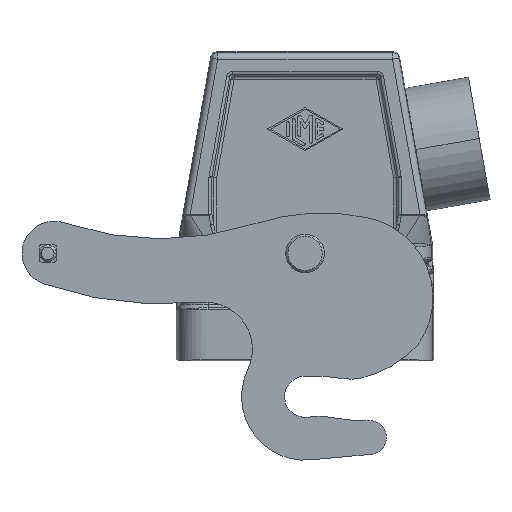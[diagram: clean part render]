
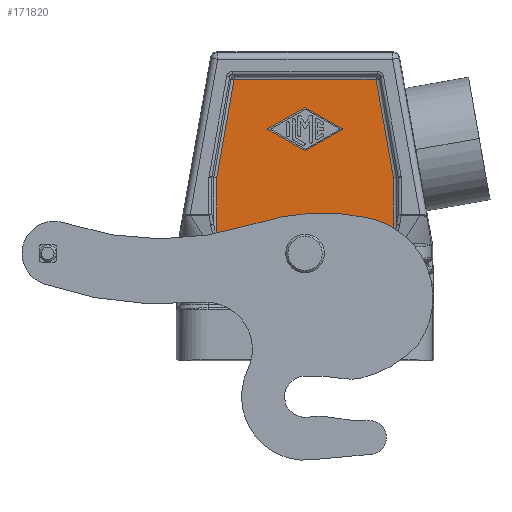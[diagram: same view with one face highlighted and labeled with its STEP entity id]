
A CAD part, left-side view. The second image highlights one B-rep face of the part: STEP entity #171820.
In plain terms, the highlighted planar face has unit normal (-1, 0, 0).
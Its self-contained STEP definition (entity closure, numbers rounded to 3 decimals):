
#28210=CARTESIAN_POINT('',(27.874,29.724,
28.542));
#28220=VERTEX_POINT('',#28210);
#28380=CARTESIAN_POINT('',(27.874,70.896,
28.542));
#28390=VERTEX_POINT('',#28380);
#28420=CARTESIAN_POINT('',(27.874,0.,28.542));
#28430=DIRECTION('',(0.,1.,0.));
#28440=VECTOR('',#28430,1.);
#28450=LINE('',#28420,#28440);
#28460=EDGE_CURVE('',#28220,#28390,#28450,.T.);
#35480=CARTESIAN_POINT('',(27.874,58.892,
54.145));
#35490=VERTEX_POINT('',#35480);
#35670=CARTESIAN_POINT('',(27.874,58.892,
53.855));
#35680=VERTEX_POINT('',#35670);
#35710=CARTESIAN_POINT('',(27.874,58.809,54.));
#35720=DIRECTION('',(-1.,0.,0.));
#35730=DIRECTION('',(0.,-1.,0.));
#35740=AXIS2_PLACEMENT_3D('',#35710,#35720,#35730);
#35750=CIRCLE('',#35740,0.167);
#35760=EDGE_CURVE('',#35490,#35680,#35750,.T.);
#49810=CARTESIAN_POINT('',(27.874,41.728,
53.855));
#49820=VERTEX_POINT('',#49810);
#50000=CARTESIAN_POINT('',(27.874,41.728,
54.145));
#50010=VERTEX_POINT('',#50000);
#50040=CARTESIAN_POINT('',(27.874,41.811,54.));
#50050=DIRECTION('',(-1.,0.,0.));
#50060=DIRECTION('',(0.,-1.,0.));
#50070=AXIS2_PLACEMENT_3D('',#50040,#50050,#50060);
#50080=CIRCLE('',#50070,0.167);
#50090=EDGE_CURVE('',#49820,#50010,#50080,.T.);
#56320=CARTESIAN_POINT('',(27.874,50.145,
49.044));
#56330=VERTEX_POINT('',#56320);
#56380=CARTESIAN_POINT('',(27.874,0.,77.707));
#56390=DIRECTION('',(0.,0.868,-0.496));
#56400=VECTOR('',#56390,1.);
#56410=LINE('',#56380,#56400);
#56420=EDGE_CURVE('',#49820,#56330,#56410,.T.);
#57100=CARTESIAN_POINT('',(27.874,50.475,
58.956));
#57110=VERTEX_POINT('',#57100);
#57160=CARTESIAN_POINT('',(27.874,0.,87.807));
#57170=DIRECTION('',(0.,-0.868,0.496));
#57180=VECTOR('',#57170,1.);
#57190=LINE('',#57160,#57180);
#57200=EDGE_CURVE('',#35490,#57110,#57190,.T.);
#58370=CARTESIAN_POINT('',(27.874,50.145,
58.956));
#58380=VERTEX_POINT('',#58370);
#58430=CARTESIAN_POINT('',(27.874,50.31,58.666));
#58440=DIRECTION('',(-1.,0.,0.));
#58450=DIRECTION('',(0.,-1.,0.));
#58460=AXIS2_PLACEMENT_3D('',#58430,#58440,#58450);
#58470=CIRCLE('',#58460,0.333);
#58480=EDGE_CURVE('',#58380,#57110,#58470,.T.);
#89450=CARTESIAN_POINT('',(27.874,0.,30.293));
#89460=DIRECTION('',(0.,-0.868,-0.496));
#89470=VECTOR('',#89460,1.);
#89480=LINE('',#89450,#89470);
#89490=EDGE_CURVE('',#58380,#50010,#89480,.T.);
#110740=CARTESIAN_POINT('',(27.874,50.475,
49.044));
#110750=VERTEX_POINT('',#110740);
#110800=CARTESIAN_POINT('',(27.874,50.31,49.334));
#110810=DIRECTION('',(-1.,0.,0.));
#110820=DIRECTION('',(0.,-1.,0.));
#110830=AXIS2_PLACEMENT_3D('',#110800,#110810,#110820);
#110840=CIRCLE('',#110830,0.333);
#110850=EDGE_CURVE('',#110750,#56330,#110840,.T.);
#154740=CARTESIAN_POINT('',(27.874,0.,20.193));
#154750=DIRECTION('',(0.,0.868,0.496));
#154760=VECTOR('',#154750,1.);
#154770=LINE('',#154740,#154760);
#154780=EDGE_CURVE('',#110750,#35680,#154770,.T.);
#171260=CARTESIAN_POINT('',(27.874,64.361,
44.579));
#171270=DIRECTION('',(1.,0.,0.));
#171280=DIRECTION('',(0.,1.,0.));
#171290=AXIS2_PLACEMENT_3D('',#171260,#171270,#171280);
#171300=PLANE('',#171290);
#171310=ORIENTED_EDGE('',*,*,#35760,.F.);
#171320=ORIENTED_EDGE('',*,*,#154780,.T.);
#171330=ORIENTED_EDGE('',*,*,#110850,.F.);
#171340=ORIENTED_EDGE('',*,*,#56420,.T.);
#171350=ORIENTED_EDGE('',*,*,#50090,.F.);
#171360=ORIENTED_EDGE('',*,*,#89490,.T.);
#171370=ORIENTED_EDGE('',*,*,#58480,.F.);
#171380=ORIENTED_EDGE('',*,*,#57200,.T.);
#171390=EDGE_LOOP('',(#171380,#171370,#171360,#171350,#171340,#171330,
#171320,#171310));
#171400=FACE_BOUND('',#171390,.T.);
#171410=CARTESIAN_POINT('',(27.874,70.896,12.));
#171420=DIRECTION('',(0.,0.,1.));
#171430=VECTOR('',#171420,1.);
#171440=LINE('',#171410,#171430);
#171450=CARTESIAN_POINT('',(27.874,70.896,
42.701));
#171460=VERTEX_POINT('',#171450);
#171470=EDGE_CURVE('',#28390,#171460,#171440,.T.);
#171480=ORIENTED_EDGE('',*,*,#171470,.F.);
#171490=CARTESIAN_POINT('',(27.874,76.309,12.));
#171500=DIRECTION('',(0.,-0.174,0.985));
#171510=VECTOR('',#171500,1.);
#171520=LINE('',#171490,#171510);
#171530=CARTESIAN_POINT('',(27.874,66.861,
65.586));
#171540=VERTEX_POINT('',#171530);
#171550=EDGE_CURVE('',#171460,#171540,#171520,.T.);
#171560=ORIENTED_EDGE('',*,*,#171550,.F.);
#171570=CARTESIAN_POINT('',(27.874,0.,65.586));
#171580=DIRECTION('',(0.,-1.,0.));
#171590=VECTOR('',#171580,1.);
#171600=LINE('',#171570,#171590);
#171610=CARTESIAN_POINT('',(27.874,33.759,
65.586));
#171620=VERTEX_POINT('',#171610);
#171630=EDGE_CURVE('',#171540,#171620,#171600,.T.);
#171640=ORIENTED_EDGE('',*,*,#171630,.F.);
#171650=CARTESIAN_POINT('',(27.874,24.311,12.));
#171660=DIRECTION('',(0.,0.174,0.985));
#171670=VECTOR('',#171660,1.);
#171680=LINE('',#171650,#171670);
#171690=CARTESIAN_POINT('',(27.874,29.724,
42.701));
#171700=VERTEX_POINT('',#171690);
#171710=EDGE_CURVE('',#171700,#171620,#171680,.T.);
#171720=ORIENTED_EDGE('',*,*,#171710,.T.);
#171730=CARTESIAN_POINT('',(27.874,29.724,12.));
#171740=DIRECTION('',(0.,0.,1.));
#171750=VECTOR('',#171740,1.);
#171760=LINE('',#171730,#171750);
#171770=EDGE_CURVE('',#28220,#171700,#171760,.T.);
#171780=ORIENTED_EDGE('',*,*,#171770,.T.);
#171790=ORIENTED_EDGE('',*,*,#28460,.F.);
#171800=EDGE_LOOP('',(#171790,#171780,#171720,#171640,#171560,#171480));
#171810=FACE_OUTER_BOUND('',#171800,.T.);
#171820=ADVANCED_FACE('',(#171400,#171810),#171300,.F.);
